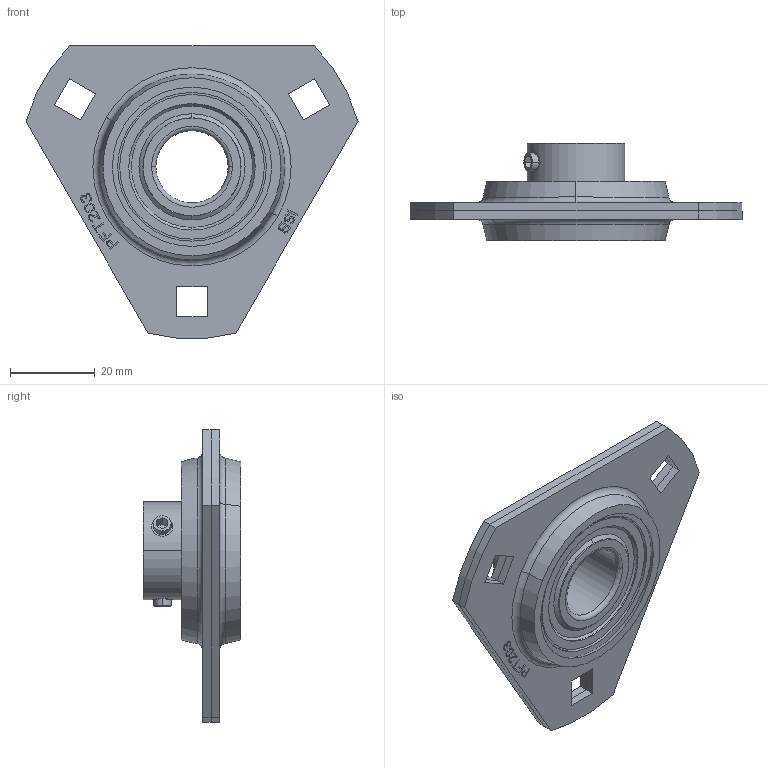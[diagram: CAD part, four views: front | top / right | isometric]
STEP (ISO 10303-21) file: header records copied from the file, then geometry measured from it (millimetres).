
FILE_DESCRIPTION((''),'2;1');
FILE_NAME('BPFT-SB203_ASM','2018-06-25T10:01:04',('giuseppe.caruso'),(''),'CREO PARAMETRIC BY PTC INC, 2016390','CREO PARAMETRIC BY PTC INC, 2016390','');
FILE_SCHEMA(('CONFIG_CONTROL_DESIGN'));
Length unit declared in the file: millimetre
Products named in the file (3): PFT203; SB203ISB; BPFT-SB203_ASM
Assembly tree (3 placements, depth 2):
  BPFT-SB203_ASM
    PFT203  x2
    SB203ISB
Bounding box: 78.14 x 23 x 68.85 mm (x, y, z)
Volume: 21273.1 mm3; surface area: 26545.5 mm2
Topology: 24 solids, 26 shells, 1168 faces, 3211 edges, 2120 vertices
Faces by surface type: plane 998, cylinder 82, sphere 42, cone 18, bspline 16, torus 12
Entity records: 27605 total; most frequent: CARTESIAN_POINT 5791, ORIENTED_EDGE 4598, DIRECTION 4248, EDGE_CURVE 2305, VECTOR 1930, LINE 1930, VERTEX_POINT 1538, AXIS2_PLACEMENT_3D 1159
